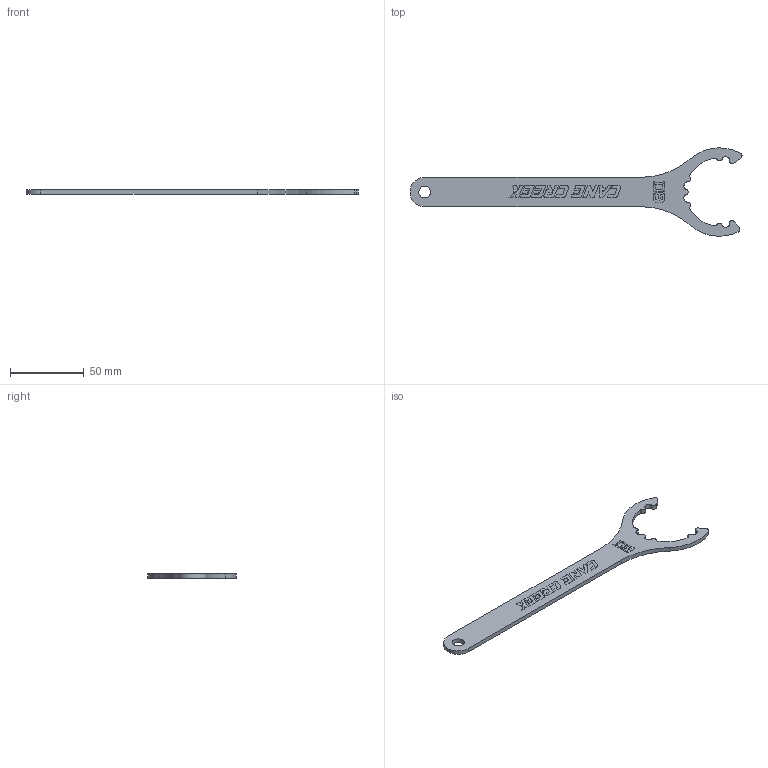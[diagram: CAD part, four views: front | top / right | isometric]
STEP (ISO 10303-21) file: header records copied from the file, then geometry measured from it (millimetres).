
FILE_DESCRIPTION(/* description */ (''),/* implementation_level */ '2;1');
FILE_NAME(/* name */ 'CCDB-AIR-Key.stp',/* time_stamp */ '2023-05-04T09:24:37+02:00',/* author */ ('Balázs'),/* organization */ (''),/* preprocessor_version */ 'ST-DEVELOPER v16.13',/* originating_system */ 'Autodesk Inventor 2018',/* authorisation */ '');
FILE_SCHEMA (('AUTOMOTIVE_DESIGN { 1 0 10303 214 3 1 1 }'));
Length unit declared in the file: millimetre
Products named in the file (1): CCDB-Lemezkulcs-LV3-KO
Bounding box: 225.41 x 59.94 x 3 mm (x, y, z)
Volume: 13276.5 mm3; surface area: 10802 mm2
Topology: 1 solids, 1 shells, 298 faces, 843 edges, 562 vertices
Faces by surface type: plane 169, bspline 98, cylinder 31
Full cylindrical faces by diameter (mm): 8 x1
Entity records: 9913 total; most frequent: CARTESIAN_POINT 2733, ORIENTED_EDGE 1684, DIRECTION 1110, EDGE_CURVE 842, LINE 584, VECTOR 584, VERTEX_POINT 562, EDGE_LOOP 316
